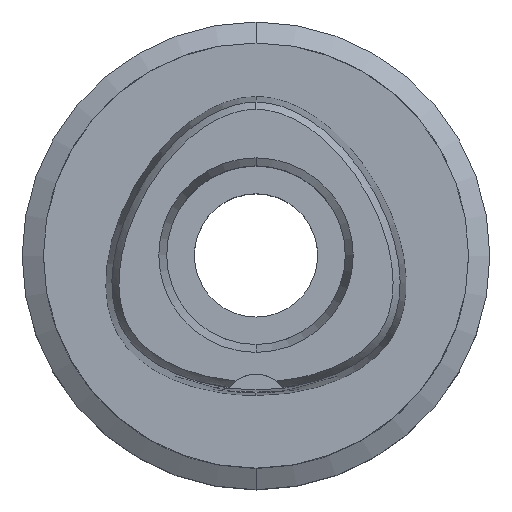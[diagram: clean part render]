
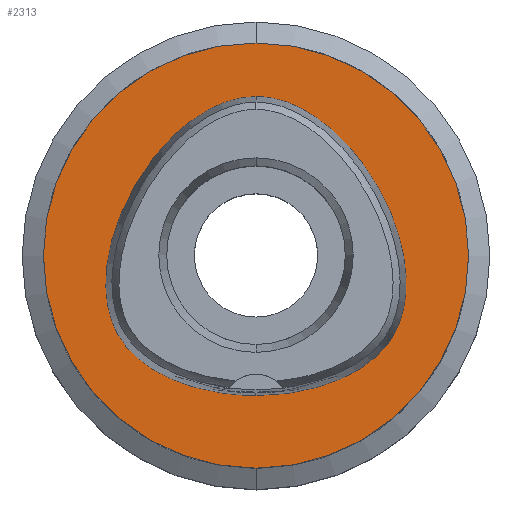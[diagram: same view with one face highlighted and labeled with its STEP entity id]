
A CAD part, top view. The second image highlights one B-rep face of the part: STEP entity #2313.
In plain terms, the highlighted planar face has unit normal (0, 0, 1).
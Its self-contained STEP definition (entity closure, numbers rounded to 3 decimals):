
#280=CARTESIAN_POINT('',(0.,0.,0.));
#281=DIRECTION('',(0.,0.,-1.));
#282=DIRECTION('',(0.,-1.,0.));
#283=AXIS2_PLACEMENT_3D('',#280,#281,#282);
#288=CARTESIAN_POINT('',(0.,0.,0.));
#289=DIRECTION('',(0.,0.,-1.));
#290=DIRECTION('',(0.,1.,0.));
#291=AXIS2_PLACEMENT_3D('',#288,#289,#290);
#296=CARTESIAN_POINT('',(0.,-16.455,0.));
#297=CARTESIAN_POINT('',(0.73,-16.455,0.));
#298=CARTESIAN_POINT('',(2.165,-16.399,
0.));
#299=CARTESIAN_POINT('',(4.256,-16.158,
0.));
#300=CARTESIAN_POINT('',(6.225,-15.774,0.));
#301=CARTESIAN_POINT('',(8.027,-15.272,0.));
#302=CARTESIAN_POINT('',(9.636,-14.678,0.));
#303=CARTESIAN_POINT('',(11.05,-14.018,0.));
#304=CARTESIAN_POINT('',(12.282,-13.307,0.));
#305=CARTESIAN_POINT('',(13.34,-12.564,0.));
#306=CARTESIAN_POINT('',(14.249,-11.792,0.));
#307=CARTESIAN_POINT('',(15.016,-11.002,0.));
#308=CARTESIAN_POINT('',(15.663,-10.192,0.));
#309=CARTESIAN_POINT('',(16.209,-9.35,0.));
#310=CARTESIAN_POINT('',(16.662,-8.461,0.));
#311=CARTESIAN_POINT('',(17.038,-7.499,0.));
#312=CARTESIAN_POINT('',(17.336,-6.445,0.));
#313=CARTESIAN_POINT('',(17.551,-5.272,0.));
#314=CARTESIAN_POINT('',(17.666,-3.981,0.));
#315=CARTESIAN_POINT('',(17.665,-2.559,0.));
#316=CARTESIAN_POINT('',(17.529,-1.,0.));
#317=CARTESIAN_POINT('',(17.237,0.693,0.));
#318=CARTESIAN_POINT('',(16.77,2.506,0.));
#319=CARTESIAN_POINT('',(16.117,4.405,0.));
#320=CARTESIAN_POINT('',(15.275,6.346,0.));
#321=CARTESIAN_POINT('',(14.261,8.264,0.));
#322=CARTESIAN_POINT('',(13.105,10.097,0.));
#323=CARTESIAN_POINT('',(11.843,11.792,0.));
#324=CARTESIAN_POINT('',(10.526,13.302,0.));
#325=CARTESIAN_POINT('',(9.189,14.608,0.));
#326=CARTESIAN_POINT('',(7.871,15.701,0.));
#327=CARTESIAN_POINT('',(6.591,16.594,0.));
#328=CARTESIAN_POINT('',(5.363,17.301,0.));
#329=CARTESIAN_POINT('',(4.189,17.844,0.));
#330=CARTESIAN_POINT('',(3.07,18.241,0.));
#331=CARTESIAN_POINT('',(2.001,18.509,0.));
#332=CARTESIAN_POINT('',(0.979,18.662,
0.));
#333=CARTESIAN_POINT('',(0.322,18.695,
0.));
#334=CARTESIAN_POINT('',(0.,18.695,
0.));
#339=CARTESIAN_POINT('',(0.,18.695,
0.));
#340=CARTESIAN_POINT('',(-0.32,18.695,
0.));
#341=CARTESIAN_POINT('',(-0.975,18.663,
0.));
#342=CARTESIAN_POINT('',(-1.993,18.511,
0.));
#343=CARTESIAN_POINT('',(-3.058,18.244,0.));
#344=CARTESIAN_POINT('',(-4.175,17.849,0.));
#345=CARTESIAN_POINT('',(-5.349,17.308,0.));
#346=CARTESIAN_POINT('',(-6.58,16.601,0.));
#347=CARTESIAN_POINT('',(-7.863,15.708,0.));
#348=CARTESIAN_POINT('',(-9.186,14.611,0.));
#349=CARTESIAN_POINT('',(-10.525,13.302,0.));
#350=CARTESIAN_POINT('',(-11.849,11.785,0.));
#351=CARTESIAN_POINT('',(-13.113,10.085,0.));
#352=CARTESIAN_POINT('',(-14.272,8.245,0.));
#353=CARTESIAN_POINT('',(-15.286,6.322,0.));
#354=CARTESIAN_POINT('',(-16.128,4.377,0.));
#355=CARTESIAN_POINT('',(-16.78,2.472,0.));
#356=CARTESIAN_POINT('',(-17.245,0.657,0.));
#357=CARTESIAN_POINT('',(-17.534,-1.037,0.));
#358=CARTESIAN_POINT('',(-17.667,-2.595,0.));
#359=CARTESIAN_POINT('',(-17.664,-4.015,0.));
#360=CARTESIAN_POINT('',(-17.546,-5.303,0.));
#361=CARTESIAN_POINT('',(-17.33,-6.468,0.));
#362=CARTESIAN_POINT('',(-17.028,-7.526,0.));
#363=CARTESIAN_POINT('',(-16.652,-8.482,0.));
#364=CARTESIAN_POINT('',(-16.205,-9.354,0.));
#365=CARTESIAN_POINT('',(-15.674,-10.177,0.));
#366=CARTESIAN_POINT('',(-15.033,-10.982,0.));
#367=CARTESIAN_POINT('',(-14.269,-11.772,0.));
#368=CARTESIAN_POINT('',(-13.368,-12.542,0.));
#369=CARTESIAN_POINT('',(-12.312,-13.288,0.));
#370=CARTESIAN_POINT('',(-11.084,-14.,0.));
#371=CARTESIAN_POINT('',(-9.668,-14.665,0.));
#372=CARTESIAN_POINT('',(-8.056,-15.262,0.));
#373=CARTESIAN_POINT('',(-6.252,-15.768,0.));
#374=CARTESIAN_POINT('',(-4.277,-16.155,
0.));
#375=CARTESIAN_POINT('',(-2.168,-16.399,
0.));
#376=CARTESIAN_POINT('',(-0.731,-16.455,0.));
#377=CARTESIAN_POINT('',(0.,-16.455,0.));
#1526=VERTEX_POINT('',#339);
#1527=VERTEX_POINT('',#377);
#1532=CARTESIAN_POINT('',(0.,-25.,0.));
#1533=CARTESIAN_POINT('',(0.,25.,0.));
#1534=VERTEX_POINT('',#1532);
#1535=VERTEX_POINT('',#1533);
#2297=CARTESIAN_POINT('',(0.,0.,0.));
#2298=DIRECTION('',(0.,0.,-1.));
#2299=DIRECTION('',(0.,-1.,0.));
#2300=AXIS2_PLACEMENT_3D('',#2297,#2298,#2299);
#2301=PLANE('',#2300);
#2303=ORIENTED_EDGE('',*,*,#2302,.T.);
#2305=ORIENTED_EDGE('',*,*,#2304,.T.);
#2306=EDGE_LOOP('',(#2303,#2305));
#2307=FACE_OUTER_BOUND('',#2306,.F.);
#2309=ORIENTED_EDGE('',*,*,#2308,.T.);
#2310=ORIENTED_EDGE('',*,*,#2280,.T.);
#2311=EDGE_LOOP('',(#2309,#2310));
#2312=FACE_BOUND('',#2311,.F.);
#284=CIRCLE('',#283,25.);
#292=CIRCLE('',#291,25.);
#335=B_SPLINE_CURVE_WITH_KNOTS('',3,(#296,#297,#298,#299,#300,#301,#302,#303,
#304,#305,#306,#307,#308,#309,#310,#311,#312,#313,#314,#315,#316,#317,#318,#319,
#320,#321,#322,#323,#324,#325,#326,#327,#328,#329,#330,#331,#332,#333,#334),
.UNSPECIFIED.,.F.,.F.,(4,1,1,1,1,1,1,1,1,1,1,1,1,1,1,1,1,1,1,1,1,1,1,1,1,1,1,1,
1,1,1,1,1,1,1,1,4),(0.,0.028,0.056,0.083,
0.111,0.139,0.167,0.194,
0.222,0.25,0.278,0.306,0.333,
0.361,0.389,0.417,0.444,
0.472,0.5,0.528,0.556,0.583,
0.611,0.639,0.667,0.694,
0.722,0.75,0.778,0.806,0.833,
0.861,0.889,0.917,0.944,
0.972,1.),.UNSPECIFIED.);
#378=B_SPLINE_CURVE_WITH_KNOTS('',3,(#339,#340,#341,#342,#343,#344,#345,#346,
#347,#348,#349,#350,#351,#352,#353,#354,#355,#356,#357,#358,#359,#360,#361,#362,
#363,#364,#365,#366,#367,#368,#369,#370,#371,#372,#373,#374,#375,#376,#377),
.UNSPECIFIED.,.F.,.F.,(4,1,1,1,1,1,1,1,1,1,1,1,1,1,1,1,1,1,1,1,1,1,1,1,1,1,1,1,
1,1,1,1,1,1,1,1,4),(0.,0.028,0.056,0.083,
0.111,0.139,0.167,0.194,
0.222,0.25,0.278,0.306,0.333,
0.361,0.389,0.417,0.444,
0.472,0.5,0.528,0.556,0.583,
0.611,0.639,0.667,0.694,
0.722,0.75,0.778,0.806,0.833,
0.861,0.889,0.917,0.944,
0.972,1.),.UNSPECIFIED.);
#2280=EDGE_CURVE('',#1526,#1527,#378,.T.);
#2302=EDGE_CURVE('',#1534,#1535,#284,.T.);
#2304=EDGE_CURVE('',#1535,#1534,#292,.T.);
#2308=EDGE_CURVE('',#1527,#1526,#335,.T.);
#2313=ADVANCED_FACE('',(#2307,#2312),#2301,.F.);
